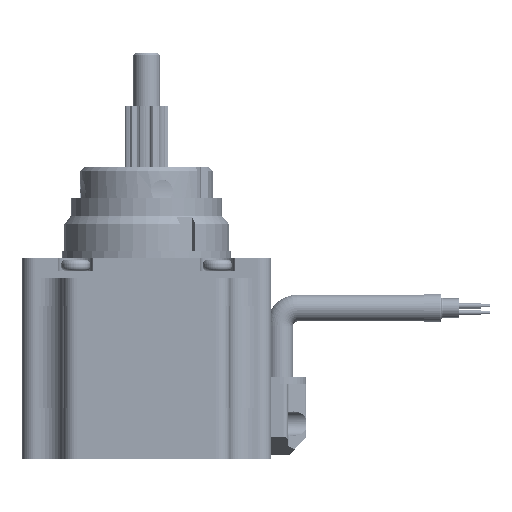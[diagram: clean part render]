
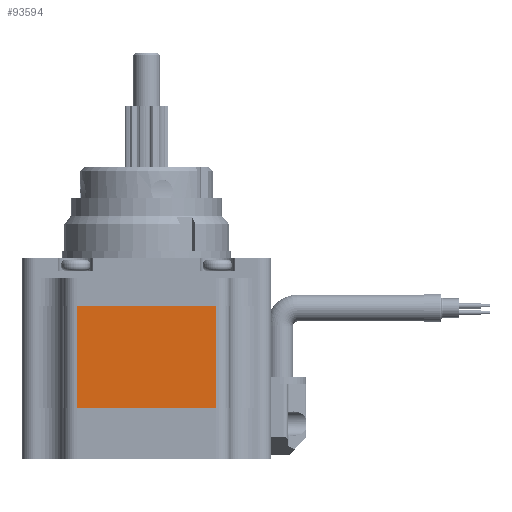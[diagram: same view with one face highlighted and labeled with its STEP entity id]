
A CAD part, left-side view. The second image highlights one B-rep face of the part: STEP entity #93594.
In plain terms, the highlighted face is planar.
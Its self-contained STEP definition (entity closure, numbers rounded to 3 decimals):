
#1460 = VECTOR ( 'NONE', #46303, 1000. ) ;
#3830 = VERTEX_POINT ( 'NONE', #68193 ) ;
#11005 = VECTOR ( 'NONE', #93319, 1000. ) ;
#13238 = LINE ( 'NONE', #47106, #45627 ) ;
#13367 = DIRECTION ( 'NONE',  ( 0., 0., -1. ) ) ;
#17246 = ORIENTED_EDGE ( 'NONE', *, *, #25485, .T. ) ;
#25485 = EDGE_CURVE ( 'NONE', #96415, #98403, #60621, .T. ) ;
#30584 = CARTESIAN_POINT ( 'NONE',  ( -15.75, 28.12, 23. ) ) ;
#38778 = DIRECTION ( 'NONE',  ( -1., 0., 0. ) ) ;
#45627 = VECTOR ( 'NONE', #38778, 1000. ) ;
#46303 = DIRECTION ( 'NONE',  ( 0., 0., -1. ) ) ;
#46695 = FACE_OUTER_BOUND ( 'NONE', #79079, .T. ) ;
#47106 = CARTESIAN_POINT ( 'NONE',  ( -15.75, 28.12, 23. ) ) ;
#50552 = VERTEX_POINT ( 'NONE', #89442 ) ;
#50863 = ORIENTED_EDGE ( 'NONE', *, *, #106846, .F. ) ;
#52375 = EDGE_CURVE ( 'NONE', #96415, #3830, #13238, .T. ) ;
#58282 = CARTESIAN_POINT ( 'NONE',  ( -15.75, 28.12, 0. ) ) ;
#60621 = LINE ( 'NONE', #68954, #11005 ) ;
#62118 = VECTOR ( 'NONE', #106114, 1000. ) ;
#62756 = PLANE ( 'NONE',  #107087 ) ;
#63886 = CARTESIAN_POINT ( 'NONE',  ( 15.75, 28.12, 0. ) ) ;
#66763 = EDGE_CURVE ( 'NONE', #98403, #50552, #98886, .T. ) ;
#67813 = CARTESIAN_POINT ( 'NONE',  ( 15.75, 28.12, 23. ) ) ;
#68193 = CARTESIAN_POINT ( 'NONE',  ( -15.75, 28.12, 23. ) ) ;
#68954 = CARTESIAN_POINT ( 'NONE',  ( 15.75, 28.12, 23. ) ) ;
#70146 = LINE ( 'NONE', #78438, #1460 ) ;
#78438 = CARTESIAN_POINT ( 'NONE',  ( -15.75, 28.12, 23. ) ) ;
#79079 = EDGE_LOOP ( 'NONE', ( #102185, #50863, #87857, #17246 ) ) ;
#87857 = ORIENTED_EDGE ( 'NONE', *, *, #52375, .F. ) ;
#89442 = CARTESIAN_POINT ( 'NONE',  ( -15.75, 28.12, 0. ) ) ;
#93319 = DIRECTION ( 'NONE',  ( 0., 0., -1. ) ) ;
#93594 = ADVANCED_FACE ( 'NONE', ( #46695 ), #62756, .F. ) ;
#96415 = VERTEX_POINT ( 'NONE', #67813 ) ;
#98403 = VERTEX_POINT ( 'NONE', #63886 ) ;
#98886 = LINE ( 'NONE', #58282, #62118 ) ;
#102185 = ORIENTED_EDGE ( 'NONE', *, *, #66763, .T. ) ;
#105966 = DIRECTION ( 'NONE',  ( 0., -1., 0. ) ) ;
#106114 = DIRECTION ( 'NONE',  ( -1., 0., 0. ) ) ;
#106846 = EDGE_CURVE ( 'NONE', #3830, #50552, #70146, .T. ) ;
#107087 = AXIS2_PLACEMENT_3D ( 'NONE', #30584, #105966, #13367 ) ;
